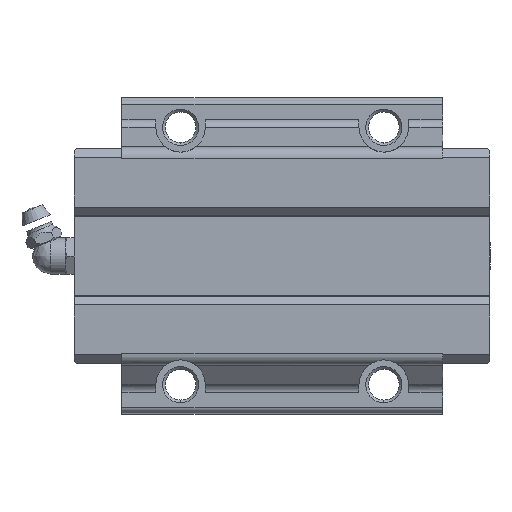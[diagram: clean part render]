
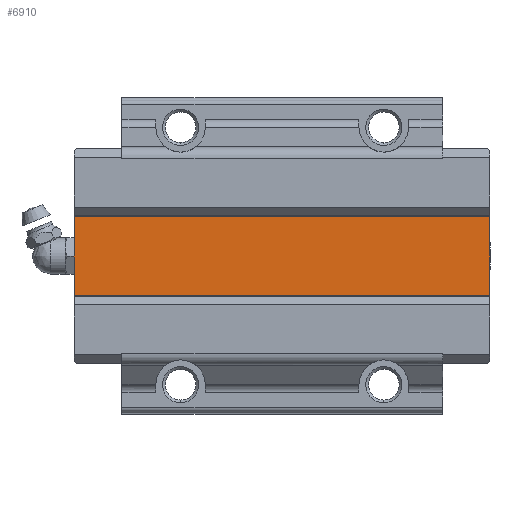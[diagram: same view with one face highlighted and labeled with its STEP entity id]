
A CAD part, front view. The second image highlights one B-rep face of the part: STEP entity #6910.
In plain terms, the highlighted planar face has unit normal (0, -1, 0).
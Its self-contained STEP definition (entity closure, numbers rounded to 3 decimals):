
#25 = ORIENTED_EDGE ( 'NONE', *, *, #909, .T. ) ;
#62 = EDGE_LOOP ( 'NONE', ( #4950, #25, #728, #6486 ) ) ;
#299 = DIRECTION ( 'NONE',  ( 0., 0., -1. ) ) ;
#484 = CARTESIAN_POINT ( 'NONE',  ( -46., 14.2, 9.323 ) ) ;
#514 = LINE ( 'NONE', #5341, #3614 ) ;
#530 = CARTESIAN_POINT ( 'NONE',  ( 46., 14.2, -9.323 ) ) ;
#728 = ORIENTED_EDGE ( 'NONE', *, *, #1695, .T. ) ;
#739 = LINE ( 'NONE', #4013, #5293 ) ;
#909 = EDGE_CURVE ( 'NONE', #2361, #6863, #5745, .T. ) ;
#929 = EDGE_CURVE ( 'NONE', #5502, #6051, #4680, .T. ) ;
#1213 = FACE_OUTER_BOUND ( 'NONE', #62, .T. ) ;
#1342 = DIRECTION ( 'NONE',  ( 1., 0., 0. ) ) ;
#1695 = EDGE_CURVE ( 'NONE', #6863, #5502, #739, .T. ) ;
#1756 = PLANE ( 'NONE',  #6998 ) ;
#2361 = VERTEX_POINT ( 'NONE', #2707 ) ;
#2572 = CARTESIAN_POINT ( 'NONE',  ( 46., 14.2, -9.323 ) ) ;
#2707 = CARTESIAN_POINT ( 'NONE',  ( 46., 14.2, 9.323 ) ) ;
#2753 = EDGE_CURVE ( 'NONE', #6051, #2361, #514, .T. ) ;
#3059 = VECTOR ( 'NONE', #1342, 1000. ) ;
#3112 = DIRECTION ( 'NONE',  ( -1., 0., 0. ) ) ;
#3374 = CARTESIAN_POINT ( 'NONE',  ( -46., 14.2, -9.323 ) ) ;
#3614 = VECTOR ( 'NONE', #4312, 1000. ) ;
#3631 = VECTOR ( 'NONE', #3112, 1000. ) ;
#3906 = CARTESIAN_POINT ( 'NONE',  ( 46., 14.2, -9.323 ) ) ;
#4013 = CARTESIAN_POINT ( 'NONE',  ( -46., 14.2, -9.323 ) ) ;
#4312 = DIRECTION ( 'NONE',  ( 0., 0., 1. ) ) ;
#4680 = LINE ( 'NONE', #2572, #3059 ) ;
#4950 = ORIENTED_EDGE ( 'NONE', *, *, #2753, .T. ) ;
#5293 = VECTOR ( 'NONE', #299, 1000. ) ;
#5341 = CARTESIAN_POINT ( 'NONE',  ( 46., 14.2, -9.323 ) ) ;
#5502 = VERTEX_POINT ( 'NONE', #3374 ) ;
#5550 = DIRECTION ( 'NONE',  ( 0., 0., -1. ) ) ;
#5745 = LINE ( 'NONE', #6908, #3631 ) ;
#6051 = VERTEX_POINT ( 'NONE', #530 ) ;
#6085 = DIRECTION ( 'NONE',  ( 0., -1., 0. ) ) ;
#6486 = ORIENTED_EDGE ( 'NONE', *, *, #929, .T. ) ;
#6863 = VERTEX_POINT ( 'NONE', #484 ) ;
#6908 = CARTESIAN_POINT ( 'NONE',  ( 46., 14.2, 9.323 ) ) ;
#6910 = ADVANCED_FACE ( 'NONE', ( #1213 ), #1756, .T. ) ;
#6998 = AXIS2_PLACEMENT_3D ( 'NONE', #3906, #6085, #5550 ) ;
